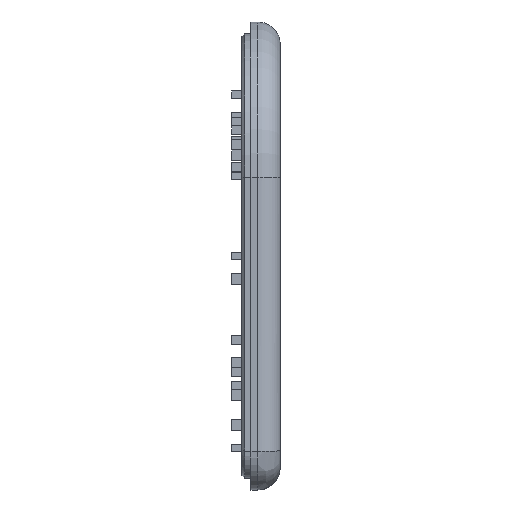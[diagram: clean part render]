
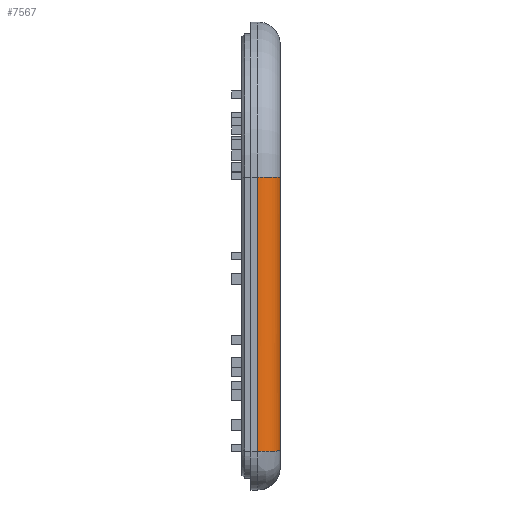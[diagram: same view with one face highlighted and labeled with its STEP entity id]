
A CAD part, left-side view. The second image highlights one B-rep face of the part: STEP entity #7567.
In plain terms, the highlighted cylindrical face has radius 4 mm (diameter 8 mm), a partial arc.
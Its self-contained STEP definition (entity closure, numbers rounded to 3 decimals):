
#379=B_SPLINE_CURVE_WITH_KNOTS('',3,(#13115,#13116,#13117,#13118,#13119,
#13120,#13121,#13122,#13123,#13124,#13125,#13126),.UNSPECIFIED.,.F.,.F.,
(4,2,2,2,2,4),(-0.004,0.,0.158,0.314,
0.471,0.627),.UNSPECIFIED.);
#380=B_SPLINE_CURVE_WITH_KNOTS('',3,(#13130,#13131,#13132,#13133,#13134,
#13135,#13136,#13137,#13138,#13139,#13140,#13141,#13142,#13143,#13144,#13145,
#13146,#13147,#13148,#13149,#13150,#13151,#13152,#13153,#13154,#13155,#13156,
#13157,#13158,#13159,#13160,#13161,#13162,#13163,#13164,#13165,#13166,#13167,
#13168,#13169,#13170,#13171,#13172,#13173,#13174,#13175,#13176,#13177,#13178,
#13179,#13180,#13181),.UNSPECIFIED.,.F.,.F.,(4,3,3,3,3,3,3,3,3,3,3,3,3,
3,3,3,3,4),(0.,0.098,0.192,0.286,0.38,
0.474,0.568,0.662,0.757,
0.851,0.945,1.039,1.133,1.227,
1.321,1.415,1.509,1.571),
 .UNSPECIFIED.);
#464=CYLINDRICAL_SURFACE('',#8094,4.);
#860=FACE_OUTER_BOUND('',#1334,.T.);
#1334=EDGE_LOOP('',(#6741,#6742,#6743,#6744));
#1435=LINE('',#10056,#2128);
#2019=LINE('',#13182,#2712);
#2128=VECTOR('',#8260,10.);
#2712=VECTOR('',#9726,10.);
#3015=VERTEX_POINT('',#10036);
#3024=VERTEX_POINT('',#10054);
#3638=VERTEX_POINT('',#13114);
#3639=VERTEX_POINT('',#13129);
#3736=EDGE_CURVE('',#3015,#3024,#1435,.T.);
#4690=EDGE_CURVE('',#3015,#3638,#379,.T.);
#4692=EDGE_CURVE('',#3639,#3024,#380,.T.);
#4693=EDGE_CURVE('',#3639,#3638,#2019,.T.);
#6741=ORIENTED_EDGE('',*,*,#4692,.F.);
#6742=ORIENTED_EDGE('',*,*,#4693,.T.);
#6743=ORIENTED_EDGE('',*,*,#4690,.F.);
#6744=ORIENTED_EDGE('',*,*,#3736,.T.);
#7567=ADVANCED_FACE('',(#860),#464,.T.);
#8094=AXIS2_PLACEMENT_3D('',#13128,#9724,#9725);
#8260=DIRECTION('',(0.,0.,1.));
#9724=DIRECTION('center_axis',(0.,0.,-1.));
#9725=DIRECTION('ref_axis',(-0.707,-0.707,0.));
#9726=DIRECTION('',(0.,0.,-1.));
#10036=CARTESIAN_POINT('',(3.383,-10.2,15.546));
#10054=CARTESIAN_POINT('',(3.383,-10.2,64.274));
#10056=CARTESIAN_POINT('',(3.383,-10.2,57.247));
#13114=CARTESIAN_POINT('',(-0.617,-6.2,15.442));
#13115=CARTESIAN_POINT('Ctrl Pts',(3.383,-10.2,15.546));
#13116=CARTESIAN_POINT('Ctrl Pts',(3.371,-10.2,15.546));
#13117=CARTESIAN_POINT('Ctrl Pts',(3.359,-10.2,15.545));
#13118=CARTESIAN_POINT('Ctrl Pts',(2.821,-10.195,15.528));
#13119=CARTESIAN_POINT('Ctrl Pts',(2.3,-10.087,15.513));
#13120=CARTESIAN_POINT('Ctrl Pts',(1.336,-9.676,15.487));
#13121=CARTESIAN_POINT('Ctrl Pts',(0.901,-9.38,15.477));
#13122=CARTESIAN_POINT('Ctrl Pts',(0.17,-8.639,
15.459));
#13123=CARTESIAN_POINT('Ctrl Pts',(-0.12,-8.2,
15.453));
#13124=CARTESIAN_POINT('Ctrl Pts',(-0.516,-7.237,
15.444));
#13125=CARTESIAN_POINT('Ctrl Pts',(-0.617,-6.721,
15.442));
#13126=CARTESIAN_POINT('Ctrl Pts',(-0.617,-6.2,15.442));
#13128=CARTESIAN_POINT('Origin',(3.383,-6.2,57.247));
#13129=CARTESIAN_POINT('',(-0.617,-6.2,64.262));
#13130=CARTESIAN_POINT('Ctrl Pts',(-0.617,-6.2,64.262));
#13131=CARTESIAN_POINT('Ctrl Pts',(-0.617,-6.331,
64.262));
#13132=CARTESIAN_POINT('Ctrl Pts',(-0.611,-6.462,
64.262));
#13133=CARTESIAN_POINT('Ctrl Pts',(-0.598,-6.592,
64.261));
#13134=CARTESIAN_POINT('Ctrl Pts',(-0.586,-6.717,
64.261));
#13135=CARTESIAN_POINT('Ctrl Pts',(-0.568,-6.841,
64.261));
#13136=CARTESIAN_POINT('Ctrl Pts',(-0.544,-6.964,
64.261));
#13137=CARTESIAN_POINT('Ctrl Pts',(-0.52,-7.087,
64.261));
#13138=CARTESIAN_POINT('Ctrl Pts',(-0.49,-7.209,
64.261));
#13139=CARTESIAN_POINT('Ctrl Pts',(-0.455,-7.33,
64.261));
#13140=CARTESIAN_POINT('Ctrl Pts',(-0.419,-7.45,
64.261));
#13141=CARTESIAN_POINT('Ctrl Pts',(-0.378,-7.568,
64.261));
#13142=CARTESIAN_POINT('Ctrl Pts',(-0.332,-7.685,64.261));
#13143=CARTESIAN_POINT('Ctrl Pts',(-0.285,-7.801,
64.261));
#13144=CARTESIAN_POINT('Ctrl Pts',(-0.233,-7.916,
64.261));
#13145=CARTESIAN_POINT('Ctrl Pts',(-0.176,-8.027,
64.261));
#13146=CARTESIAN_POINT('Ctrl Pts',(-0.118,-8.139,
64.261));
#13147=CARTESIAN_POINT('Ctrl Pts',(-0.056,-8.248,
64.261));
#13148=CARTESIAN_POINT('Ctrl Pts',(0.012,-8.353,
64.261));
#13149=CARTESIAN_POINT('Ctrl Pts',(0.079,-8.459,
64.261));
#13150=CARTESIAN_POINT('Ctrl Pts',(0.152,-8.561,
64.261));
#13151=CARTESIAN_POINT('Ctrl Pts',(0.229,-8.66,
64.262));
#13152=CARTESIAN_POINT('Ctrl Pts',(0.306,-8.759,
64.262));
#13153=CARTESIAN_POINT('Ctrl Pts',(0.388,-8.854,
64.262));
#13154=CARTESIAN_POINT('Ctrl Pts',(0.474,-8.946,
64.262));
#13155=CARTESIAN_POINT('Ctrl Pts',(0.56,-9.037,
64.263));
#13156=CARTESIAN_POINT('Ctrl Pts',(0.65,-9.124,
64.263));
#13157=CARTESIAN_POINT('Ctrl Pts',(0.744,-9.207,
64.263));
#13158=CARTESIAN_POINT('Ctrl Pts',(0.839,-9.289,
64.264));
#13159=CARTESIAN_POINT('Ctrl Pts',(0.937,-9.368,
64.264));
#13160=CARTESIAN_POINT('Ctrl Pts',(1.038,-9.441,64.264));
#13161=CARTESIAN_POINT('Ctrl Pts',(1.14,-9.515,64.265));
#13162=CARTESIAN_POINT('Ctrl Pts',(1.245,-9.583,64.265));
#13163=CARTESIAN_POINT('Ctrl Pts',(1.353,-9.647,64.265));
#13164=CARTESIAN_POINT('Ctrl Pts',(1.461,-9.711,64.266));
#13165=CARTESIAN_POINT('Ctrl Pts',(1.572,-9.769,64.266));
#13166=CARTESIAN_POINT('Ctrl Pts',(1.686,-9.822,64.267));
#13167=CARTESIAN_POINT('Ctrl Pts',(1.799,-9.875,64.267));
#13168=CARTESIAN_POINT('Ctrl Pts',(1.915,-9.923,64.268));
#13169=CARTESIAN_POINT('Ctrl Pts',(2.033,-9.966,64.268));
#13170=CARTESIAN_POINT('Ctrl Pts',(2.152,-10.008,64.269));
#13171=CARTESIAN_POINT('Ctrl Pts',(2.272,-10.045,64.269));
#13172=CARTESIAN_POINT('Ctrl Pts',(2.393,-10.076,64.27));
#13173=CARTESIAN_POINT('Ctrl Pts',(2.515,-10.107,64.27));
#13174=CARTESIAN_POINT('Ctrl Pts',(2.638,-10.132,64.271));
#13175=CARTESIAN_POINT('Ctrl Pts',(2.761,-10.151,64.271));
#13176=CARTESIAN_POINT('Ctrl Pts',(2.885,-10.171,64.272));
#13177=CARTESIAN_POINT('Ctrl Pts',(3.01,-10.185,64.272));
#13178=CARTESIAN_POINT('Ctrl Pts',(3.135,-10.192,64.273));
#13179=CARTESIAN_POINT('Ctrl Pts',(3.218,-10.197,64.273));
#13180=CARTESIAN_POINT('Ctrl Pts',(3.3,-10.2,64.274));
#13181=CARTESIAN_POINT('Ctrl Pts',(3.383,-10.2,64.274));
#13182=CARTESIAN_POINT('',(-0.617,-6.2,57.247));
